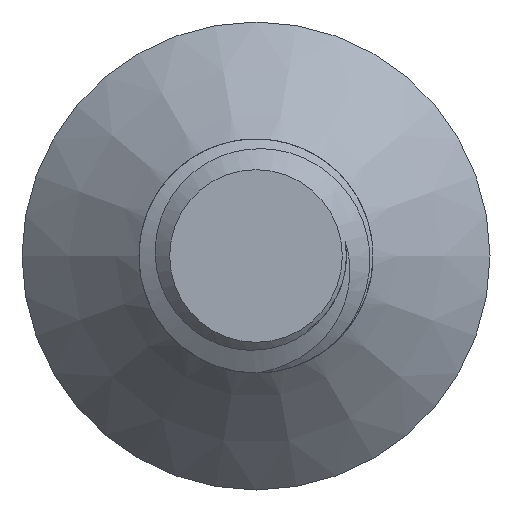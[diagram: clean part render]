
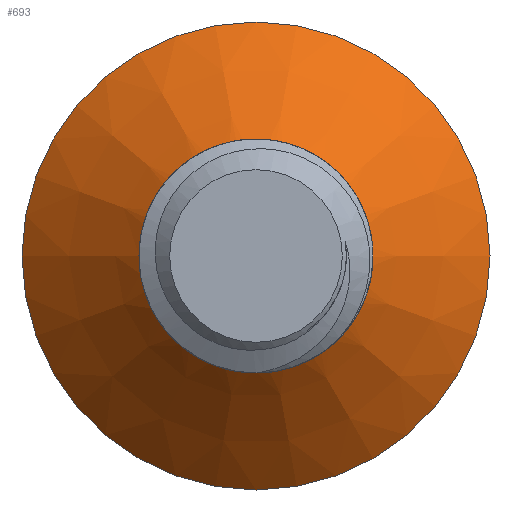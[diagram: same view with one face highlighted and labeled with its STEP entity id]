
A CAD part, left-side view. The second image highlights one B-rep face of the part: STEP entity #693.
In plain terms, the highlighted conical face has half-angle 45 degrees and reference radius 2 mm.
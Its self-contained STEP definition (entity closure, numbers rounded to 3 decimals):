
#39=CONICAL_SURFACE('',#755,2.,0.785);
#68=FACE_OUTER_BOUND('',#111,.T.);
#111=EDGE_LOOP('',(#524,#525,#526,#527,#528,#529));
#133=CIRCLE('',#730,2.);
#137=CIRCLE('',#756,4.);
#188=B_SPLINE_CURVE_WITH_KNOTS('',3,(#2442,#2443,#2444,#2445,#2446,#2447,
#2448,#2449,#2450,#2451,#2452,#2453,#2454,#2455,#2456,#2457,#2458,#2459,
#2460,#2461,#2462,#2463,#2464,#2465,#2466,#2467,#2468,#2469,#2470,#2471,
#2472,#2473,#2474,#2475,#2476,#2477),.UNSPECIFIED.,.F.,.F.,(4,2,2,2,2,2,
2,2,2,2,2,2,2,2,2,2,2,4),(0.152,0.176,0.264,
0.345,0.389,0.48,0.566,
0.683,0.766,0.934,1.018,1.203,
1.407,1.618,1.765,1.899,2.,
2.066),.UNSPECIFIED.);
#216=LINE('',#2408,#252);
#217=LINE('',#2479,#253);
#252=VECTOR('',#854,2.);
#253=VECTOR('',#863,2.);
#270=VERTEX_POINT('',#940);
#271=VERTEX_POINT('',#961);
#312=VERTEX_POINT('',#2407);
#317=VERTEX_POINT('',#2478);
#335=EDGE_CURVE('',#271,#270,#133,.T.);
#395=EDGE_CURVE('',#270,#312,#216,.T.);
#401=EDGE_CURVE('',#312,#271,#188,.T.);
#402=EDGE_CURVE('',#317,#270,#217,.T.);
#403=EDGE_CURVE('',#317,#317,#137,.T.);
#524=ORIENTED_EDGE('',*,*,#395,.T.);
#525=ORIENTED_EDGE('',*,*,#401,.T.);
#526=ORIENTED_EDGE('',*,*,#335,.T.);
#527=ORIENTED_EDGE('',*,*,#402,.F.);
#528=ORIENTED_EDGE('',*,*,#403,.F.);
#529=ORIENTED_EDGE('',*,*,#402,.T.);
#693=ADVANCED_FACE('',(#68),#39,.T.);
#730=AXIS2_PLACEMENT_3D('',#962,#791,#792);
#755=AXIS2_PLACEMENT_3D('',#2441,#861,#862);
#756=AXIS2_PLACEMENT_3D('',#2480,#864,#865);
#791=DIRECTION('center_axis',(0.,0.,1.));
#792=DIRECTION('ref_axis',(0.,-1.,0.));
#854=DIRECTION('',(0.,-0.707,-0.707));
#861=DIRECTION('center_axis',(0.,0.,1.));
#862=DIRECTION('ref_axis',(0.,-1.,0.));
#863=DIRECTION('',(0.,-0.707,-0.707));
#864=DIRECTION('center_axis',(0.,0.,1.));
#865=DIRECTION('ref_axis',(0.,-1.,0.));
#940=CARTESIAN_POINT('',(0.,2.,-2.3));
#961=CARTESIAN_POINT('',(1.401,1.427,-2.3));
#962=CARTESIAN_POINT('Origin',(0.,0.,-2.3));
#2407=CARTESIAN_POINT('',(0.,1.612,-2.688));
#2408=CARTESIAN_POINT('',(0.,2.,-2.3));
#2441=CARTESIAN_POINT('Origin',(0.,0.,-2.3));
#2442=CARTESIAN_POINT('Ctrl Pts',(0.,1.612,
-2.688));
#2443=CARTESIAN_POINT('Ctrl Pts',(-0.068,1.614,-2.686));
#2444=CARTESIAN_POINT('Ctrl Pts',(-0.133,1.613,-2.683));
#2445=CARTESIAN_POINT('Ctrl Pts',(-0.412,1.591,-2.671));
#2446=CARTESIAN_POINT('Ctrl Pts',(-0.624,1.531,-2.661));
#2447=CARTESIAN_POINT('Ctrl Pts',(-1.,1.338,-2.642));
#2448=CARTESIAN_POINT('Ctrl Pts',(-1.162,1.212,-2.634));
#2449=CARTESIAN_POINT('Ctrl Pts',(-1.37,0.977,-2.621));
#2450=CARTESIAN_POINT('Ctrl Pts',(-1.434,0.889,-2.616));
#2451=CARTESIAN_POINT('Ctrl Pts',(-1.604,0.597,-2.603));
#2452=CARTESIAN_POINT('Ctrl Pts',(-1.679,0.379,-2.594));
#2453=CARTESIAN_POINT('Ctrl Pts',(-1.738,-0.06,-2.575));
#2454=CARTESIAN_POINT('Ctrl Pts',(-1.726,-0.278,
-2.565));
#2455=CARTESIAN_POINT('Ctrl Pts',(-1.603,-0.773,
-2.545));
#2456=CARTESIAN_POINT('Ctrl Pts',(-1.475,-0.981,
-2.536));
#2457=CARTESIAN_POINT('Ctrl Pts',(-1.31,-1.202,-2.526));
#2458=CARTESIAN_POINT('Ctrl Pts',(-1.233,-1.287,-2.521));
#2459=CARTESIAN_POINT('Ctrl Pts',(-0.977,-1.522,-2.507));
#2460=CARTESIAN_POINT('Ctrl Pts',(-0.775,-1.644,-2.497));
#2461=CARTESIAN_POINT('Ctrl Pts',(-0.448,-1.765,
-2.483));
#2462=CARTESIAN_POINT('Ctrl Pts',(-0.336,-1.794,
-2.479));
#2463=CARTESIAN_POINT('Ctrl Pts',(0.031,-1.853,-2.465));
#2464=CARTESIAN_POINT('Ctrl Pts',(0.272,-1.836,-2.457));
#2465=CARTESIAN_POINT('Ctrl Pts',(0.717,-1.734,-2.439));
#2466=CARTESIAN_POINT('Ctrl Pts',(0.938,-1.636,-2.43));
#2467=CARTESIAN_POINT('Ctrl Pts',(1.336,-1.358,-2.411));
#2468=CARTESIAN_POINT('Ctrl Pts',(1.509,-1.178,-2.401));
#2469=CARTESIAN_POINT('Ctrl Pts',(1.735,-0.824,-2.387));
#2470=CARTESIAN_POINT('Ctrl Pts',(1.842,-0.612,-2.379));
#2471=CARTESIAN_POINT('Ctrl Pts',(1.955,-0.093,
-2.359));
#2472=CARTESIAN_POINT('Ctrl Pts',(1.96,0.162,-2.349));
#2473=CARTESIAN_POINT('Ctrl Pts',(1.883,0.598,-2.333));
#2474=CARTESIAN_POINT('Ctrl Pts',(1.823,0.78,-2.326));
#2475=CARTESIAN_POINT('Ctrl Pts',(1.681,1.061,-2.316));
#2476=CARTESIAN_POINT('Ctrl Pts',(1.578,1.24,-2.309));
#2477=CARTESIAN_POINT('Ctrl Pts',(1.401,1.427,-2.3));
#2478=CARTESIAN_POINT('',(0.,4.,-0.3));
#2479=CARTESIAN_POINT('',(0.,2.,-2.3));
#2480=CARTESIAN_POINT('Origin',(0.,0.,-0.3));
